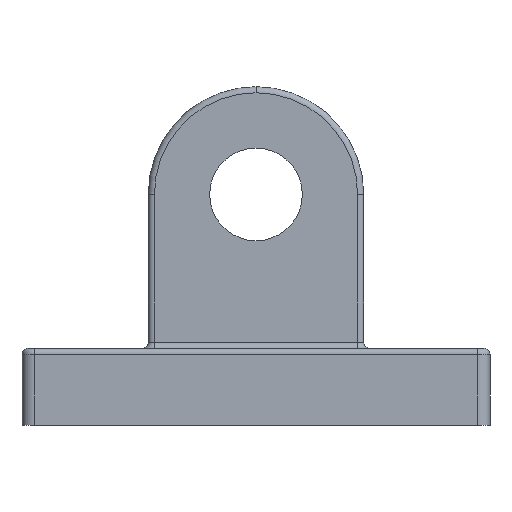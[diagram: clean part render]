
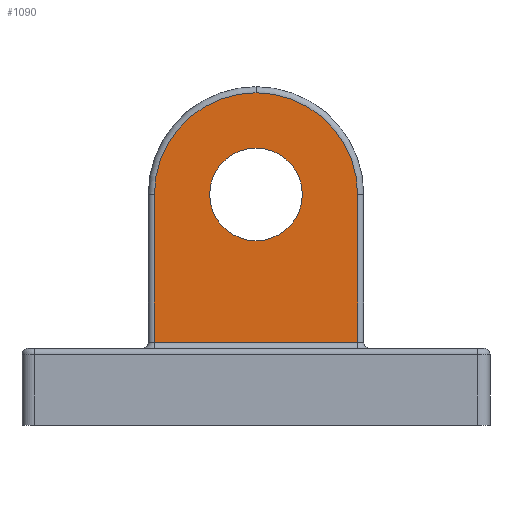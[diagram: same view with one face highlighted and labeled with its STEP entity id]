
A CAD part, left-side view. The second image highlights one B-rep face of the part: STEP entity #1090.
In plain terms, the highlighted planar face has unit normal (-1, 0, 0).
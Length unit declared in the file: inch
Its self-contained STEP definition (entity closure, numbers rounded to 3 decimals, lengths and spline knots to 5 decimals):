
#26 = CARTESIAN_POINT ( 'NONE',  ( -1.255, 0., 2.7 ) ) ;
#36 = CIRCLE ( 'NONE', #962, 0.825 ) ;
#37 = CARTESIAN_POINT ( 'NONE',  ( -1.255, 0., 1.875 ) ) ;
#38 = VERTEX_POINT ( 'NONE', #564 ) ;
#49 = EDGE_CURVE ( 'NONE', #669, #1732, #36, .T. ) ;
#54 = CARTESIAN_POINT ( 'NONE',  ( -1.255, -0.825, 1.875 ) ) ;
#168 = CIRCLE ( 'NONE', #871, 0.825 ) ;
#225 = EDGE_CURVE ( 'NONE', #1402, #38, #1632, .T. ) ;
#295 = FACE_BOUND ( 'NONE', #896, .T. ) ;
#335 = VECTOR ( 'NONE', #942, 39.37008 ) ;
#377 = DIRECTION ( 'NONE',  ( 0., 0., -1. ) ) ;
#382 = DIRECTION ( 'NONE',  ( 0., 0., 1. ) ) ;
#398 = CARTESIAN_POINT ( 'NONE',  ( -1.255, 0., 1.875 ) ) ;
#418 = AXIS2_PLACEMENT_3D ( 'NONE', #1650, #665, #1813 ) ;
#446 = ORIENTED_EDGE ( 'NONE', *, *, #1562, .T. ) ;
#504 = AXIS2_PLACEMENT_3D ( 'NONE', #37, #1847, #875 ) ;
#554 = DIRECTION ( 'NONE',  ( 0., 0., -1. ) ) ;
#564 = CARTESIAN_POINT ( 'NONE',  ( -1.255, -0.825, 1.875 ) ) ;
#574 = VERTEX_POINT ( 'NONE', #1494 ) ;
#627 = VECTOR ( 'NONE', #1191, 39.37008 ) ;
#665 = DIRECTION ( 'NONE',  ( 1., 0., 0. ) ) ;
#669 = VERTEX_POINT ( 'NONE', #26 ) ;
#703 = CARTESIAN_POINT ( 'NONE',  ( -1.255, 0.825, 0.675 ) ) ;
#720 = DIRECTION ( 'NONE',  ( -1., 0., 0. ) ) ;
#727 = CIRCLE ( 'NONE', #418, 0.376 ) ;
#746 = DIRECTION ( 'NONE',  ( -1., 0., 0. ) ) ;
#822 = ORIENTED_EDGE ( 'NONE', *, *, #1432, .T. ) ;
#833 = ORIENTED_EDGE ( 'NONE', *, *, #225, .T. ) ;
#871 = AXIS2_PLACEMENT_3D ( 'NONE', #398, #885, #382 ) ;
#875 = DIRECTION ( 'NONE',  ( 0., 0., -1. ) ) ;
#885 = DIRECTION ( 'NONE',  ( -1., 0., 0. ) ) ;
#896 = EDGE_LOOP ( 'NONE', ( #822, #1994 ) ) ;
#897 = CARTESIAN_POINT ( 'NONE',  ( -1.255, 0., 1.875 ) ) ;
#942 = DIRECTION ( 'NONE',  ( 0., -1., 0. ) ) ;
#962 = AXIS2_PLACEMENT_3D ( 'NONE', #897, #746, #1064 ) ;
#1039 = PLANE ( 'NONE',  #1867 ) ;
#1064 = DIRECTION ( 'NONE',  ( 0., 0., 1. ) ) ;
#1085 = ORIENTED_EDGE ( 'NONE', *, *, #1350, .T. ) ;
#1087 = FACE_OUTER_BOUND ( 'NONE', #1187, .T. ) ;
#1090 = ADVANCED_FACE ( 'NONE', ( #1087, #295 ), #1039, .T. ) ;
#1187 = EDGE_LOOP ( 'NONE', ( #1085, #1585, #833, #446, #2091 ) ) ;
#1191 = DIRECTION ( 'NONE',  ( 0., 0., 1. ) ) ;
#1315 = VECTOR ( 'NONE', #377, 39.37008 ) ;
#1350 = EDGE_CURVE ( 'NONE', #1732, #1413, #1907, .T. ) ;
#1359 = LINE ( 'NONE', #1768, #335 ) ;
#1402 = VERTEX_POINT ( 'NONE', #1825 ) ;
#1413 = VERTEX_POINT ( 'NONE', #703 ) ;
#1432 = EDGE_CURVE ( 'NONE', #2051, #574, #1937, .T. ) ;
#1494 = CARTESIAN_POINT ( 'NONE',  ( -1.255, 0., 2.251 ) ) ;
#1554 = CARTESIAN_POINT ( 'NONE',  ( -1.255, 0., 1.875 ) ) ;
#1562 = EDGE_CURVE ( 'NONE', #38, #669, #168, .T. ) ;
#1585 = ORIENTED_EDGE ( 'NONE', *, *, #1721, .T. ) ;
#1632 = LINE ( 'NONE', #54, #627 ) ;
#1650 = CARTESIAN_POINT ( 'NONE',  ( -1.255, 0., 1.875 ) ) ;
#1698 = CARTESIAN_POINT ( 'NONE',  ( -1.255, 0., 1.499 ) ) ;
#1721 = EDGE_CURVE ( 'NONE', #1413, #1402, #1359, .T. ) ;
#1732 = VERTEX_POINT ( 'NONE', #1948 ) ;
#1768 = CARTESIAN_POINT ( 'NONE',  ( -1.255, 0., 0.675 ) ) ;
#1813 = DIRECTION ( 'NONE',  ( 0., 0., -1. ) ) ;
#1825 = CARTESIAN_POINT ( 'NONE',  ( -1.255, -0.825, 0.675 ) ) ;
#1847 = DIRECTION ( 'NONE',  ( 1., 0., 0. ) ) ;
#1856 = CARTESIAN_POINT ( 'NONE',  ( -1.255, 0.825, 1.875 ) ) ;
#1867 = AXIS2_PLACEMENT_3D ( 'NONE', #1554, #720, #554 ) ;
#1887 = EDGE_CURVE ( 'NONE', #574, #2051, #727, .T. ) ;
#1907 = LINE ( 'NONE', #1856, #1315 ) ;
#1937 = CIRCLE ( 'NONE', #504, 0.376 ) ;
#1948 = CARTESIAN_POINT ( 'NONE',  ( -1.255, 0.825, 1.875 ) ) ;
#1994 = ORIENTED_EDGE ( 'NONE', *, *, #1887, .T. ) ;
#2051 = VERTEX_POINT ( 'NONE', #1698 ) ;
#2091 = ORIENTED_EDGE ( 'NONE', *, *, #49, .T. ) ;
